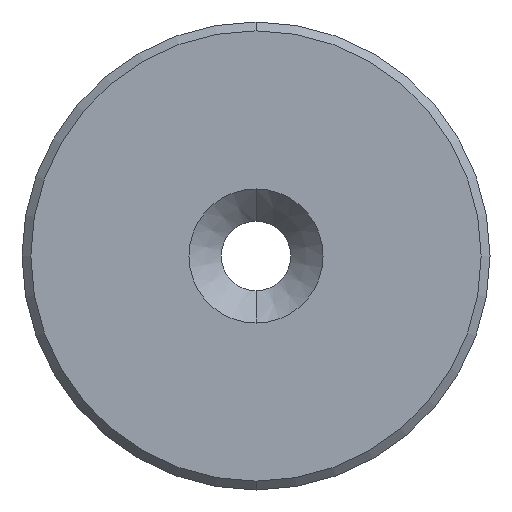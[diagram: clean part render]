
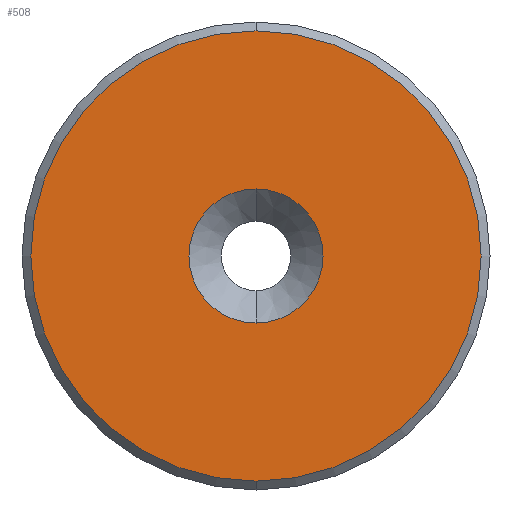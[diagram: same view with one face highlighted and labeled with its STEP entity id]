
A CAD part, front view. The second image highlights one B-rep face of the part: STEP entity #508.
In plain terms, the highlighted planar face has unit normal (0, -1, 0).
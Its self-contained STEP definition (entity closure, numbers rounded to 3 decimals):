
#277=CARTESIAN_POINT('',(0.,0.,0.));
#278=DIRECTION('',(0.,1.,0.));
#279=DIRECTION('',(0.,0.,-1.));
#280=AXIS2_PLACEMENT_3D('',#277,#278,#279);
#282=CARTESIAN_POINT('',(0.,0.,0.));
#283=DIRECTION('',(0.,-1.,0.));
#284=DIRECTION('',(0.,0.,-1.));
#285=AXIS2_PLACEMENT_3D('',#282,#283,#284);
#287=CARTESIAN_POINT('',(0.,0.,0.));
#288=DIRECTION('',(0.,1.,0.));
#289=DIRECTION('',(0.,0.,-1.));
#290=AXIS2_PLACEMENT_3D('',#287,#288,#289);
#292=CARTESIAN_POINT('',(0.,0.,0.));
#293=DIRECTION('',(0.,1.,0.));
#294=DIRECTION('',(0.,0.,1.));
#295=AXIS2_PLACEMENT_3D('',#292,#293,#294);
#319=CARTESIAN_POINT('',(0.,0.,-5.3));
#320=VERTEX_POINT('',#319);
#329=CARTESIAN_POINT('',(0.,0.,5.3));
#330=VERTEX_POINT('',#329);
#343=CARTESIAN_POINT('',(0.,0.,-17.8));
#344=CARTESIAN_POINT('',(0.,0.,17.8));
#345=VERTEX_POINT('',#343);
#346=VERTEX_POINT('',#344);
#493=CARTESIAN_POINT('',(0.,0.,0.));
#494=DIRECTION('',(0.,1.,0.));
#495=DIRECTION('',(0.,0.,-1.));
#496=AXIS2_PLACEMENT_3D('',#493,#494,#495);
#497=PLANE('',#496);
#498=ORIENTED_EDGE('',*,*,#460,.T.);
#499=ORIENTED_EDGE('',*,*,#475,.T.);
#500=EDGE_LOOP('',(#498,#499));
#501=FACE_OUTER_BOUND('',#500,.F.);
#503=ORIENTED_EDGE('',*,*,#502,.F.);
#505=ORIENTED_EDGE('',*,*,#504,.T.);
#506=EDGE_LOOP('',(#503,#505));
#507=FACE_BOUND('',#506,.F.);
#281=CIRCLE('',#280,5.3);
#286=CIRCLE('',#285,5.3);
#291=CIRCLE('',#290,17.8);
#296=CIRCLE('',#295,17.8);
#460=EDGE_CURVE('',#345,#346,#291,.T.);
#475=EDGE_CURVE('',#346,#345,#296,.T.);
#502=EDGE_CURVE('',#320,#330,#281,.T.);
#504=EDGE_CURVE('',#320,#330,#286,.T.);
#508=ADVANCED_FACE('',(#501,#507),#497,.F.);
